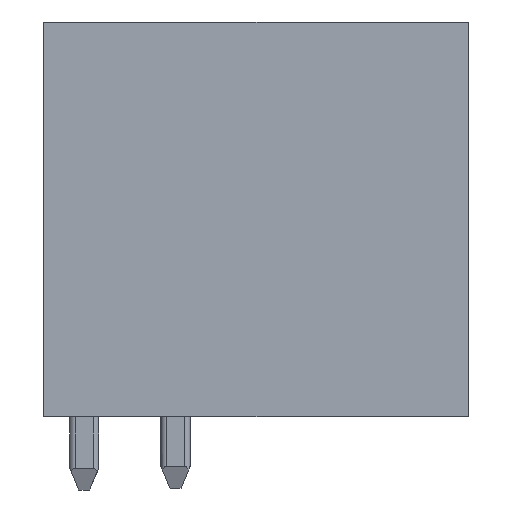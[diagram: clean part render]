
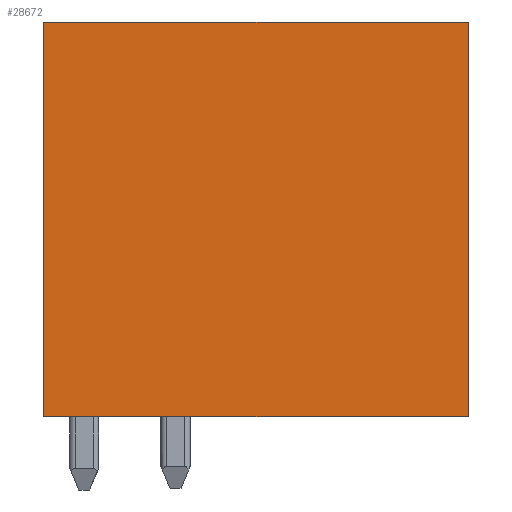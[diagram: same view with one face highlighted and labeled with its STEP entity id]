
A CAD part, left-side view. The second image highlights one B-rep face of the part: STEP entity #28672.
In plain terms, the highlighted planar face has unit normal (-1, 0, 0).
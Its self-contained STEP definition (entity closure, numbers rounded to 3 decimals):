
#4472=ORIENTED_EDGE('',*,*,#11398,.F.);
#4473=ORIENTED_EDGE('',*,*,#11395,.F.);
#4474=ORIENTED_EDGE('',*,*,#11399,.F.);
#4475=ORIENTED_EDGE('',*,*,#11400,.F.);
#11395=EDGE_CURVE('',#14916,#14917,#17878,.T.);
#11398=EDGE_CURVE('',#14917,#14918,#17881,.T.);
#11399=EDGE_CURVE('',#14919,#14916,#17882,.T.);
#11400=EDGE_CURVE('',#14918,#14919,#17883,.T.);
#14916=VERTEX_POINT('',#43546);
#14917=VERTEX_POINT('',#43547);
#14918=VERTEX_POINT('',#43552);
#14919=VERTEX_POINT('',#43554);
#17878=LINE('',#43545,#21508);
#17881=LINE('',#43551,#21511);
#17882=LINE('',#43553,#21512);
#17883=LINE('',#43555,#21513);
#21508=VECTOR('',#35317,1000.);
#21511=VECTOR('',#35322,1000.);
#21512=VECTOR('',#35323,1000.);
#21513=VECTOR('',#35324,1000.);
#24238=EDGE_LOOP('',(#4472,#4473,#4474,#4475));
#25880=FACE_BOUND('',#24238,.T.);
#27218=PLANE('',#30588);
#28672=ADVANCED_FACE('',(#25880),#27218,.F.);
#30588=AXIS2_PLACEMENT_3D('',#43550,#35320,#35321);
#35317=DIRECTION('',(0.,-1.,0.));
#35320=DIRECTION('',(1.,0.,0.));
#35321=DIRECTION('',(0.,0.,-1.));
#35322=DIRECTION('',(0.,0.,-1.));
#35323=DIRECTION('',(0.,0.,1.));
#35324=DIRECTION('',(0.,1.,0.));
#43545=CARTESIAN_POINT('',(-17.9,11.6,10.8));
#43546=CARTESIAN_POINT('',(-17.9,11.6,10.8));
#43547=CARTESIAN_POINT('',(-17.9,0.,10.8));
#43550=CARTESIAN_POINT('',(-17.9,0.,0.));
#43551=CARTESIAN_POINT('',(-17.9,0.,10.8));
#43552=CARTESIAN_POINT('',(-17.9,0.,0.));
#43553=CARTESIAN_POINT('',(-17.9,11.6,0.));
#43554=CARTESIAN_POINT('',(-17.9,11.6,0.));
#43555=CARTESIAN_POINT('',(-17.9,0.,0.));
